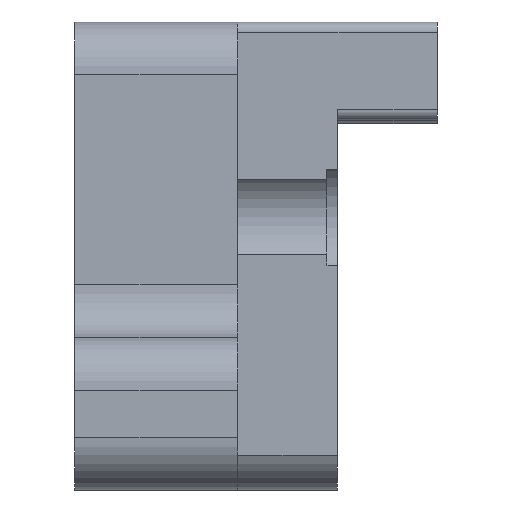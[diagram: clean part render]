
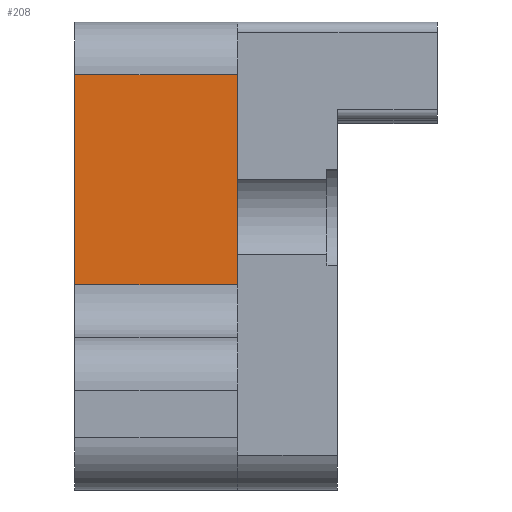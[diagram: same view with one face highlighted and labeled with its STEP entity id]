
A CAD part, left-side view. The second image highlights one B-rep face of the part: STEP entity #208.
In plain terms, the highlighted planar face has unit normal (-1, 0, 0).
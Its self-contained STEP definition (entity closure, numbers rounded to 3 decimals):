
#2 = ORIENTED_EDGE ( 'NONE', *, *, #1045, .F. ) ;
#60 = VECTOR ( 'NONE', #1280, 1000. ) ;
#208 = ADVANCED_FACE ( 'NONE', ( #1518 ), #1278, .T. ) ;
#276 = EDGE_CURVE ( 'NONE', #668, #1709, #1660, .T. ) ;
#301 = CARTESIAN_POINT ( 'NONE',  ( 411.6, 52.45, -328.514 ) ) ;
#337 = LINE ( 'NONE', #829, #1056 ) ;
#355 = CARTESIAN_POINT ( 'NONE',  ( 411.6, 48.45, -328.514 ) ) ;
#359 = ORIENTED_EDGE ( 'NONE', *, *, #913, .F. ) ;
#402 = DIRECTION ( 'NONE',  ( 0., 1., 0. ) ) ;
#473 = VECTOR ( 'NONE', #1067, 1000. ) ;
#566 = ORIENTED_EDGE ( 'NONE', *, *, #786, .F. ) ;
#581 = CARTESIAN_POINT ( 'NONE',  ( 411.6, 48.45, -348.5 ) ) ;
#592 = CARTESIAN_POINT ( 'NONE',  ( 411.6, 36.95, -328.514 ) ) ;
#614 = ORIENTED_EDGE ( 'NONE', *, *, #276, .T. ) ;
#620 = VERTEX_POINT ( 'NONE', #743 ) ;
#668 = VERTEX_POINT ( 'NONE', #939 ) ;
#726 = DIRECTION ( 'NONE',  ( -1., 0., 0. ) ) ;
#743 = CARTESIAN_POINT ( 'NONE',  ( 411.6, 36.95, -348.5 ) ) ;
#786 = EDGE_CURVE ( 'NONE', #620, #1463, #337, .T. ) ;
#829 = CARTESIAN_POINT ( 'NONE',  ( 411.6, 48.45, -348.5 ) ) ;
#913 = EDGE_CURVE ( 'NONE', #1463, #1709, #1314, .T. ) ;
#939 = CARTESIAN_POINT ( 'NONE',  ( 411.6, 36.95, -328.514 ) ) ;
#947 = VECTOR ( 'NONE', #1528, 1000. ) ;
#991 = EDGE_LOOP ( 'NONE', ( #359, #566, #2, #614 ) ) ;
#1045 = EDGE_CURVE ( 'NONE', #668, #620, #1665, .T. ) ;
#1048 = AXIS2_PLACEMENT_3D ( 'NONE', #581, #726, #1681 ) ;
#1056 = VECTOR ( 'NONE', #402, 1000. ) ;
#1067 = DIRECTION ( 'NONE',  ( 0., 1., 0. ) ) ;
#1127 = CARTESIAN_POINT ( 'NONE',  ( 411.6, 52.45, -348.5 ) ) ;
#1198 = CARTESIAN_POINT ( 'NONE',  ( 411.6, 52.45, -348.5 ) ) ;
#1278 = PLANE ( 'NONE',  #1048 ) ;
#1280 = DIRECTION ( 'NONE',  ( 0., 0., -1. ) ) ;
#1314 = LINE ( 'NONE', #1127, #947 ) ;
#1463 = VERTEX_POINT ( 'NONE', #1198 ) ;
#1518 = FACE_OUTER_BOUND ( 'NONE', #991, .T. ) ;
#1528 = DIRECTION ( 'NONE',  ( 0., 0., 1. ) ) ;
#1660 = LINE ( 'NONE', #355, #473 ) ;
#1665 = LINE ( 'NONE', #592, #60 ) ;
#1681 = DIRECTION ( 'NONE',  ( 0., 0., 1. ) ) ;
#1709 = VERTEX_POINT ( 'NONE', #301 ) ;
